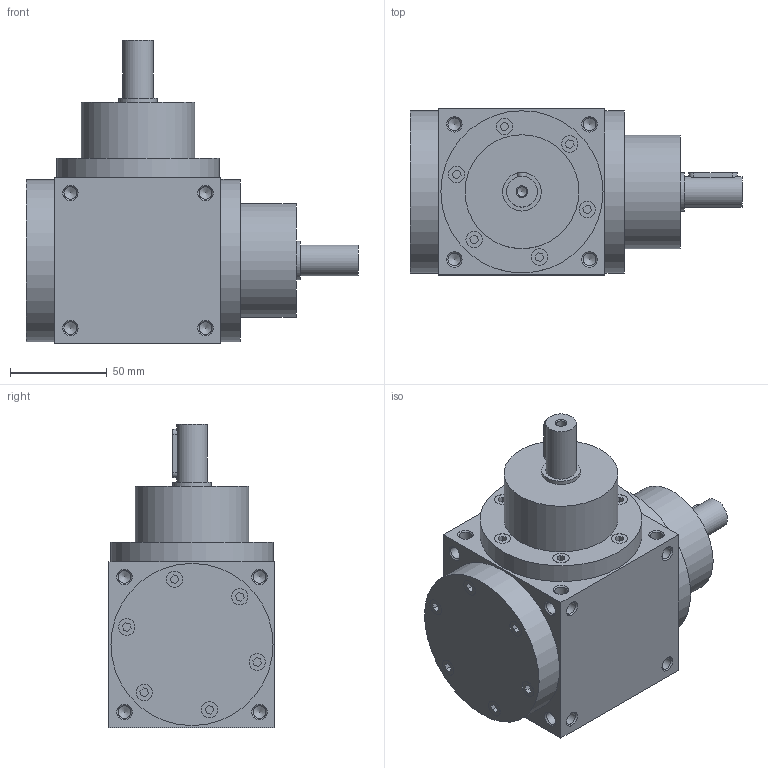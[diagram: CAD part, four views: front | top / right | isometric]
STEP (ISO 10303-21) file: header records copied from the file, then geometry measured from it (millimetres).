
FILE_DESCRIPTION( ( 'STEP AP214' ), ' ' );
FILE_NAME( 'RX86_S32_R.1_1.5.stp', '2017-10-01T14:36:26', ( '' ), ( '' ), ' ', 'PARTsolutions', ' ' );
FILE_SCHEMA( ( 'AUTOMOTIVE_DESIGN { 1 0 10303 214 1 1 1 1 }' ) );
Length unit declared in the file: millimetre
Products named in the file (3): RX86_S32_R.1/1.5; _RX8632-case; _RC86-shaft
Assembly tree (3 placements, depth 2):
  RX86_S32_R.1/1.5
    _RX8632-case
    _RC86-shaft  x2
Bounding box: 172 x 86 x 157 mm (x, y, z)
Volume: 984249 mm3; surface area: 88895.8 mm2
Topology: 3 solids, 3 shells, 304 faces, 805 edges, 522 vertices
Faces by surface type: plane 169, cylinder 83, cone 52
Full cylindrical faces by diameter (mm): 4.917 x2, 6.647 x48, 8.5 x18, 16 x2, 20 x4, 59 x2, 84 x3
Entity records: 10318 total; most frequent: DIRECTION 1388, CARTESIAN_POINT 1380, ORIENTED_EDGE 1146, EDGE_CURVE 573, AXIS2_PLACEMENT_3D 522, EDGE_LOOP 462, VERTEX_POINT 450, FACE_OUTER_BOUND 367
